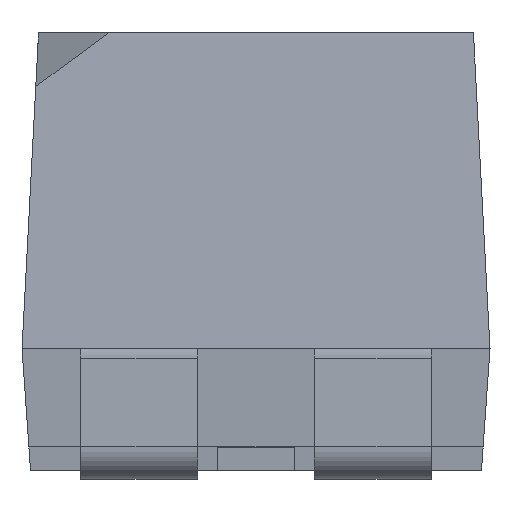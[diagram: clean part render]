
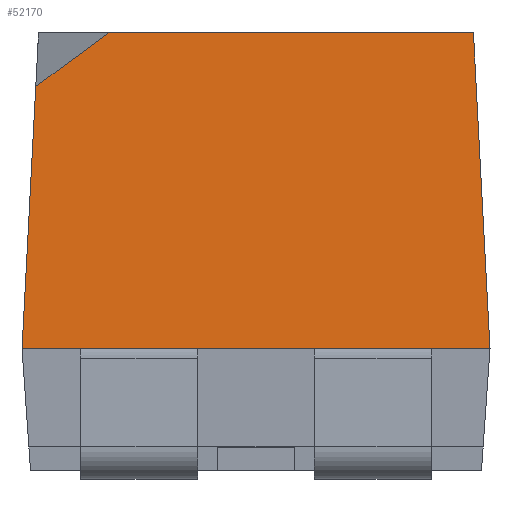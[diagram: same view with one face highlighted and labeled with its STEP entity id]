
A CAD part, left-side view. The second image highlights one B-rep face of the part: STEP entity #52170.
In plain terms, the highlighted planar face has unit normal (-0.999, 0, 0.052).
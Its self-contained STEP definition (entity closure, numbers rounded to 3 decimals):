
#48750=CARTESIAN_POINT('',(-16.4,1.26,0.));
#48760=VERTEX_POINT('',#48750);
#48910=CARTESIAN_POINT('',(-16.4,3.26,0.));
#48920=VERTEX_POINT('',#48910);
#48950=CARTESIAN_POINT('',(-16.4,1.38,0.));
#48960=DIRECTION('',(0.,-1.,0.));
#48970=VECTOR('',#48960,1.);
#48980=LINE('',#48950,#48970);
#48990=EDGE_CURVE('',#48920,#48760,#48980,.T.);
#49090=CARTESIAN_POINT('',(-16.305,2.26,1.812));
#49100=DIRECTION('',(0.031,-0.806,
0.592));
#49110=VECTOR('',#49100,1.);
#49120=LINE('',#49090,#49110);
#49130=CARTESIAN_POINT('',(-16.342,3.201,
1.121));
#49140=VERTEX_POINT('',#49130);
#49150=CARTESIAN_POINT('',(-16.33,2.889,1.35));
#49160=VERTEX_POINT('',#49150);
#49170=EDGE_CURVE('',#49140,#49160,#49120,.T.);
#50180=CARTESIAN_POINT('',(-16.33,2.26,1.35));
#50190=DIRECTION('',(0.,-1.,0.));
#50200=VECTOR('',#50190,1.);
#50210=LINE('',#50180,#50200);
#50220=CARTESIAN_POINT('',(-16.33,1.331,1.35));
#50230=VERTEX_POINT('',#50220);
#50240=EDGE_CURVE('',#49160,#50230,#50210,.T.);
#51950=CARTESIAN_POINT('',(-16.4,3.26,0.));
#51960=DIRECTION('',(0.999,0.,-0.052));
#51970=DIRECTION('',(0.,1.,0.));
#51980=AXIS2_PLACEMENT_3D('',#51950,#51960,#51970);
#51990=PLANE('',#51980);
#52000=ORIENTED_EDGE('',*,*,#48990,.T.);
#52010=CARTESIAN_POINT('',(-16.4,3.26,0.));
#52020=DIRECTION('',(0.052,-0.052,
0.997));
#52030=VECTOR('',#52020,1.);
#52040=LINE('',#52010,#52030);
#52050=EDGE_CURVE('',#48920,#49140,#52040,.T.);
#52060=ORIENTED_EDGE('',*,*,#52050,.F.);
#52070=ORIENTED_EDGE('',*,*,#49170,.F.);
#52080=ORIENTED_EDGE('',*,*,#50240,.F.);
#52090=CARTESIAN_POINT('',(-16.4,1.26,0.));
#52100=DIRECTION('',(-0.052,-0.052,
-0.997));
#52110=VECTOR('',#52100,1.);
#52120=LINE('',#52090,#52110);
#52130=EDGE_CURVE('',#50230,#48760,#52120,.T.);
#52140=ORIENTED_EDGE('',*,*,#52130,.F.);
#52150=EDGE_LOOP('',(#52140,#52080,#52070,#52060,#52000));
#52160=FACE_OUTER_BOUND('',#52150,.T.);
#52170=ADVANCED_FACE('',(#52160),#51990,.F.);
